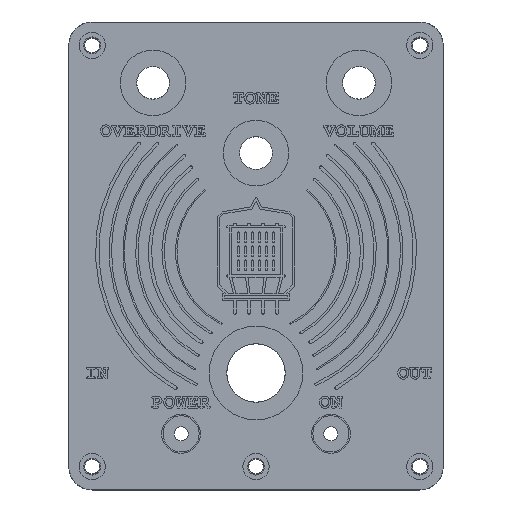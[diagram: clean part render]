
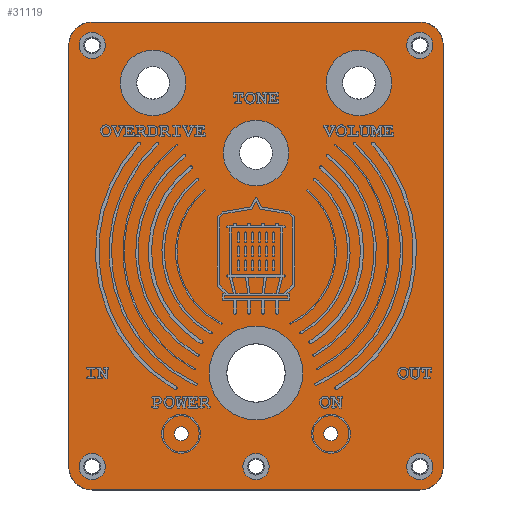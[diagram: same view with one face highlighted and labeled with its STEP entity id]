
A CAD part, top view. The second image highlights one B-rep face of the part: STEP entity #31119.
In plain terms, the highlighted planar face has unit normal (0, 0, 1).
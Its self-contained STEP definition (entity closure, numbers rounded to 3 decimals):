
#31119 = ADVANCED_FACE('',(#31120,#31254,#31265,#31276,#31287,#31298,
    #31309,#31320,#31331,#31342,#31353,#31364),#31375,.T.);
#31120 = FACE_BOUND('',#31121,.F.);
#31121 = EDGE_LOOP('',(#31122,#31133,#31141,#31149,#31157,#31166,#31174,
    #31182,#31190,#31199,#31207,#31215,#31223,#31232,#31240,#31248));
#31122 = ORIENTED_EDGE('',*,*,#31123,.T.);
#31123 = EDGE_CURVE('',#31124,#31126,#31128,.T.);
#31124 = VERTEX_POINT('',#31125);
#31125 = CARTESIAN_POINT('',(0.002,-4.782,1.56));
#31126 = VERTEX_POINT('',#31127);
#31127 = CARTESIAN_POINT('',(4.782,-0.002,1.56));
#31128 = CIRCLE('',#31129,5.002);
#31129 = AXIS2_PLACEMENT_3D('',#31130,#31131,#31132);
#31130 = CARTESIAN_POINT('',(5.,-5.,1.56));
#31131 = DIRECTION('',(0.,0.,-1.));
#31132 = DIRECTION('',(-0.999,0.044,0.));
#31133 = ORIENTED_EDGE('',*,*,#31134,.T.);
#31134 = EDGE_CURVE('',#31126,#31135,#31137,.T.);
#31135 = VERTEX_POINT('',#31136);
#31136 = CARTESIAN_POINT('',(5.,-0.,1.56));
#31137 = LINE('',#31138,#31139);
#31138 = CARTESIAN_POINT('',(4.782,-0.002,1.56));
#31139 = VECTOR('',#31140,1.);
#31140 = DIRECTION('',(1.,0.011,0.));
#31141 = ORIENTED_EDGE('',*,*,#31142,.T.);
#31142 = EDGE_CURVE('',#31135,#31143,#31145,.T.);
#31143 = VERTEX_POINT('',#31144);
#31144 = CARTESIAN_POINT('',(75.,-0.,1.56));
#31145 = LINE('',#31146,#31147);
#31146 = CARTESIAN_POINT('',(5.,-0.,1.56));
#31147 = VECTOR('',#31148,1.);
#31148 = DIRECTION('',(1.,0.,0.));
#31149 = ORIENTED_EDGE('',*,*,#31150,.T.);
#31150 = EDGE_CURVE('',#31143,#31151,#31153,.T.);
#31151 = VERTEX_POINT('',#31152);
#31152 = CARTESIAN_POINT('',(75.218,-0.002,1.56));
#31153 = LINE('',#31154,#31155);
#31154 = CARTESIAN_POINT('',(75.,-0.,1.56));
#31155 = VECTOR('',#31156,1.);
#31156 = DIRECTION('',(1.,-0.011,0.));
#31157 = ORIENTED_EDGE('',*,*,#31158,.T.);
#31158 = EDGE_CURVE('',#31151,#31159,#31161,.T.);
#31159 = VERTEX_POINT('',#31160);
#31160 = CARTESIAN_POINT('',(79.998,-4.782,1.56));
#31161 = CIRCLE('',#31162,5.002);
#31162 = AXIS2_PLACEMENT_3D('',#31163,#31164,#31165);
#31163 = CARTESIAN_POINT('',(75.,-5.,1.56));
#31164 = DIRECTION('',(0.,0.,-1.));
#31165 = DIRECTION('',(0.044,0.999,0.));
#31166 = ORIENTED_EDGE('',*,*,#31167,.T.);
#31167 = EDGE_CURVE('',#31159,#31168,#31170,.T.);
#31168 = VERTEX_POINT('',#31169);
#31169 = CARTESIAN_POINT('',(80.,-5.,1.56));
#31170 = LINE('',#31171,#31172);
#31171 = CARTESIAN_POINT('',(79.998,-4.782,1.56));
#31172 = VECTOR('',#31173,1.);
#31173 = DIRECTION('',(0.011,-1.,0.));
#31174 = ORIENTED_EDGE('',*,*,#31175,.T.);
#31175 = EDGE_CURVE('',#31168,#31176,#31178,.T.);
#31176 = VERTEX_POINT('',#31177);
#31177 = CARTESIAN_POINT('',(80.,-95.,1.56));
#31178 = LINE('',#31179,#31180);
#31179 = CARTESIAN_POINT('',(80.,-5.,1.56));
#31180 = VECTOR('',#31181,1.);
#31181 = DIRECTION('',(0.,-1.,0.));
#31182 = ORIENTED_EDGE('',*,*,#31183,.T.);
#31183 = EDGE_CURVE('',#31176,#31184,#31186,.T.);
#31184 = VERTEX_POINT('',#31185);
#31185 = CARTESIAN_POINT('',(79.998,-95.218,1.56));
#31186 = LINE('',#31187,#31188);
#31187 = CARTESIAN_POINT('',(80.,-95.,1.56));
#31188 = VECTOR('',#31189,1.);
#31189 = DIRECTION('',(-0.011,-1.,0.));
#31190 = ORIENTED_EDGE('',*,*,#31191,.T.);
#31191 = EDGE_CURVE('',#31184,#31192,#31194,.T.);
#31192 = VERTEX_POINT('',#31193);
#31193 = CARTESIAN_POINT('',(75.218,-99.998,1.56));
#31194 = CIRCLE('',#31195,5.002);
#31195 = AXIS2_PLACEMENT_3D('',#31196,#31197,#31198);
#31196 = CARTESIAN_POINT('',(75.,-95.,1.56));
#31197 = DIRECTION('',(0.,0.,-1.));
#31198 = DIRECTION('',(0.999,-0.044,0.));
#31199 = ORIENTED_EDGE('',*,*,#31200,.T.);
#31200 = EDGE_CURVE('',#31192,#31201,#31203,.T.);
#31201 = VERTEX_POINT('',#31202);
#31202 = CARTESIAN_POINT('',(75.,-100.,1.56));
#31203 = LINE('',#31204,#31205);
#31204 = CARTESIAN_POINT('',(75.218,-99.998,1.56));
#31205 = VECTOR('',#31206,1.);
#31206 = DIRECTION('',(-1.,-0.011,0.));
#31207 = ORIENTED_EDGE('',*,*,#31208,.T.);
#31208 = EDGE_CURVE('',#31201,#31209,#31211,.T.);
#31209 = VERTEX_POINT('',#31210);
#31210 = CARTESIAN_POINT('',(5.,-100.,1.56));
#31211 = LINE('',#31212,#31213);
#31212 = CARTESIAN_POINT('',(75.,-100.,1.56));
#31213 = VECTOR('',#31214,1.);
#31214 = DIRECTION('',(-1.,0.,0.));
#31215 = ORIENTED_EDGE('',*,*,#31216,.T.);
#31216 = EDGE_CURVE('',#31209,#31217,#31219,.T.);
#31217 = VERTEX_POINT('',#31218);
#31218 = CARTESIAN_POINT('',(4.782,-99.998,1.56));
#31219 = LINE('',#31220,#31221);
#31220 = CARTESIAN_POINT('',(5.,-100.,1.56));
#31221 = VECTOR('',#31222,1.);
#31222 = DIRECTION('',(-1.,0.011,0.));
#31223 = ORIENTED_EDGE('',*,*,#31224,.T.);
#31224 = EDGE_CURVE('',#31217,#31225,#31227,.T.);
#31225 = VERTEX_POINT('',#31226);
#31226 = CARTESIAN_POINT('',(0.002,-95.218,1.56));
#31227 = CIRCLE('',#31228,5.002);
#31228 = AXIS2_PLACEMENT_3D('',#31229,#31230,#31231);
#31229 = CARTESIAN_POINT('',(5.,-95.,1.56));
#31230 = DIRECTION('',(0.,0.,-1.));
#31231 = DIRECTION('',(-0.044,-0.999,-0.));
#31232 = ORIENTED_EDGE('',*,*,#31233,.T.);
#31233 = EDGE_CURVE('',#31225,#31234,#31236,.T.);
#31234 = VERTEX_POINT('',#31235);
#31235 = CARTESIAN_POINT('',(0.,-95.,1.56));
#31236 = LINE('',#31237,#31238);
#31237 = CARTESIAN_POINT('',(0.002,-95.218,1.56));
#31238 = VECTOR('',#31239,1.);
#31239 = DIRECTION('',(-0.011,1.,0.));
#31240 = ORIENTED_EDGE('',*,*,#31241,.T.);
#31241 = EDGE_CURVE('',#31234,#31242,#31244,.T.);
#31242 = VERTEX_POINT('',#31243);
#31243 = CARTESIAN_POINT('',(0.,-5.,1.56));
#31244 = LINE('',#31245,#31246);
#31245 = CARTESIAN_POINT('',(0.,-95.,1.56));
#31246 = VECTOR('',#31247,1.);
#31247 = DIRECTION('',(0.,1.,0.));
#31248 = ORIENTED_EDGE('',*,*,#31249,.T.);
#31249 = EDGE_CURVE('',#31242,#31124,#31250,.T.);
#31250 = LINE('',#31251,#31252);
#31251 = CARTESIAN_POINT('',(0.,-5.,1.56));
#31252 = VECTOR('',#31253,1.);
#31253 = DIRECTION('',(0.011,1.,0.));
#31254 = FACE_BOUND('',#31255,.F.);
#31255 = EDGE_LOOP('',(#31256));
#31256 = ORIENTED_EDGE('',*,*,#31257,.T.);
#31257 = EDGE_CURVE('',#31258,#31258,#31260,.T.);
#31258 = VERTEX_POINT('',#31259);
#31259 = CARTESIAN_POINT('',(7.8,-95.,1.56));
#31260 = CIRCLE('',#31261,2.8);
#31261 = AXIS2_PLACEMENT_3D('',#31262,#31263,#31264);
#31262 = CARTESIAN_POINT('',(5.,-95.,1.56));
#31263 = DIRECTION('',(0.,0.,1.));
#31264 = DIRECTION('',(1.,0.,-0.));
#31265 = FACE_BOUND('',#31266,.F.);
#31266 = EDGE_LOOP('',(#31267));
#31267 = ORIENTED_EDGE('',*,*,#31268,.T.);
#31268 = EDGE_CURVE('',#31269,#31269,#31271,.T.);
#31269 = VERTEX_POINT('',#31270);
#31270 = CARTESIAN_POINT('',(42.8,-95.,1.56));
#31271 = CIRCLE('',#31272,2.8);
#31272 = AXIS2_PLACEMENT_3D('',#31273,#31274,#31275);
#31273 = CARTESIAN_POINT('',(40.,-95.,1.56));
#31274 = DIRECTION('',(0.,0.,1.));
#31275 = DIRECTION('',(1.,0.,-0.));
#31276 = FACE_BOUND('',#31277,.F.);
#31277 = EDGE_LOOP('',(#31278));
#31278 = ORIENTED_EDGE('',*,*,#31279,.T.);
#31279 = EDGE_CURVE('',#31280,#31280,#31282,.T.);
#31280 = VERTEX_POINT('',#31281);
#31281 = CARTESIAN_POINT('',(77.8,-95.,1.56));
#31282 = CIRCLE('',#31283,2.8);
#31283 = AXIS2_PLACEMENT_3D('',#31284,#31285,#31286);
#31284 = CARTESIAN_POINT('',(75.,-95.,1.56));
#31285 = DIRECTION('',(0.,0.,1.));
#31286 = DIRECTION('',(1.,0.,-0.));
#31287 = FACE_BOUND('',#31288,.F.);
#31288 = EDGE_LOOP('',(#31289));
#31289 = ORIENTED_EDGE('',*,*,#31290,.T.);
#31290 = EDGE_CURVE('',#31291,#31291,#31293,.T.);
#31291 = VERTEX_POINT('',#31292);
#31292 = CARTESIAN_POINT('',(25.5,-88.,1.56));
#31293 = CIRCLE('',#31294,1.5);
#31294 = AXIS2_PLACEMENT_3D('',#31295,#31296,#31297);
#31295 = CARTESIAN_POINT('',(24.,-88.,1.56));
#31296 = DIRECTION('',(0.,0.,1.));
#31297 = DIRECTION('',(1.,0.,-0.));
#31298 = FACE_BOUND('',#31299,.F.);
#31299 = EDGE_LOOP('',(#31300));
#31300 = ORIENTED_EDGE('',*,*,#31301,.T.);
#31301 = EDGE_CURVE('',#31302,#31302,#31304,.T.);
#31302 = VERTEX_POINT('',#31303);
#31303 = CARTESIAN_POINT('',(57.5,-88.,1.56));
#31304 = CIRCLE('',#31305,1.5);
#31305 = AXIS2_PLACEMENT_3D('',#31306,#31307,#31308);
#31306 = CARTESIAN_POINT('',(56.,-88.,1.56));
#31307 = DIRECTION('',(0.,0.,1.));
#31308 = DIRECTION('',(1.,0.,-0.));
#31309 = FACE_BOUND('',#31310,.F.);
#31310 = EDGE_LOOP('',(#31311));
#31311 = ORIENTED_EDGE('',*,*,#31312,.T.);
#31312 = EDGE_CURVE('',#31313,#31313,#31315,.T.);
#31313 = VERTEX_POINT('',#31314);
#31314 = CARTESIAN_POINT('',(50.,-75.,1.56));
#31315 = CIRCLE('',#31316,10.);
#31316 = AXIS2_PLACEMENT_3D('',#31317,#31318,#31319);
#31317 = CARTESIAN_POINT('',(40.,-75.,1.56));
#31318 = DIRECTION('',(0.,0.,1.));
#31319 = DIRECTION('',(1.,0.,-0.));
#31320 = FACE_BOUND('',#31321,.F.);
#31321 = EDGE_LOOP('',(#31322));
#31322 = ORIENTED_EDGE('',*,*,#31323,.T.);
#31323 = EDGE_CURVE('',#31324,#31324,#31326,.T.);
#31324 = VERTEX_POINT('',#31325);
#31325 = CARTESIAN_POINT('',(47.,-28.,1.56));
#31326 = CIRCLE('',#31327,7.);
#31327 = AXIS2_PLACEMENT_3D('',#31328,#31329,#31330);
#31328 = CARTESIAN_POINT('',(40.,-28.,1.56));
#31329 = DIRECTION('',(0.,0.,1.));
#31330 = DIRECTION('',(1.,0.,-0.));
#31331 = FACE_BOUND('',#31332,.F.);
#31332 = EDGE_LOOP('',(#31333));
#31333 = ORIENTED_EDGE('',*,*,#31334,.T.);
#31334 = EDGE_CURVE('',#31335,#31335,#31337,.T.);
#31335 = VERTEX_POINT('',#31336);
#31336 = CARTESIAN_POINT('',(25.,-13.,1.56));
#31337 = CIRCLE('',#31338,7.);
#31338 = AXIS2_PLACEMENT_3D('',#31339,#31340,#31341);
#31339 = CARTESIAN_POINT('',(18.,-13.,1.56));
#31340 = DIRECTION('',(0.,0.,1.));
#31341 = DIRECTION('',(1.,0.,-0.));
#31342 = FACE_BOUND('',#31343,.F.);
#31343 = EDGE_LOOP('',(#31344));
#31344 = ORIENTED_EDGE('',*,*,#31345,.T.);
#31345 = EDGE_CURVE('',#31346,#31346,#31348,.T.);
#31346 = VERTEX_POINT('',#31347);
#31347 = CARTESIAN_POINT('',(69.,-13.,1.56));
#31348 = CIRCLE('',#31349,7.);
#31349 = AXIS2_PLACEMENT_3D('',#31350,#31351,#31352);
#31350 = CARTESIAN_POINT('',(62.,-13.,1.56));
#31351 = DIRECTION('',(0.,0.,1.));
#31352 = DIRECTION('',(1.,0.,-0.));
#31353 = FACE_BOUND('',#31354,.F.);
#31354 = EDGE_LOOP('',(#31355));
#31355 = ORIENTED_EDGE('',*,*,#31356,.T.);
#31356 = EDGE_CURVE('',#31357,#31357,#31359,.T.);
#31357 = VERTEX_POINT('',#31358);
#31358 = CARTESIAN_POINT('',(7.8,-5.,1.56));
#31359 = CIRCLE('',#31360,2.8);
#31360 = AXIS2_PLACEMENT_3D('',#31361,#31362,#31363);
#31361 = CARTESIAN_POINT('',(5.,-5.,1.56));
#31362 = DIRECTION('',(0.,0.,1.));
#31363 = DIRECTION('',(1.,0.,-0.));
#31364 = FACE_BOUND('',#31365,.F.);
#31365 = EDGE_LOOP('',(#31366));
#31366 = ORIENTED_EDGE('',*,*,#31367,.T.);
#31367 = EDGE_CURVE('',#31368,#31368,#31370,.T.);
#31368 = VERTEX_POINT('',#31369);
#31369 = CARTESIAN_POINT('',(77.8,-5.,1.56));
#31370 = CIRCLE('',#31371,2.8);
#31371 = AXIS2_PLACEMENT_3D('',#31372,#31373,#31374);
#31372 = CARTESIAN_POINT('',(75.,-5.,1.56));
#31373 = DIRECTION('',(0.,0.,1.));
#31374 = DIRECTION('',(1.,0.,-0.));
#31375 = PLANE('',#31376);
#31376 = AXIS2_PLACEMENT_3D('',#31377,#31378,#31379);
#31377 = CARTESIAN_POINT('',(0.,0.,1.56));
#31378 = DIRECTION('',(0.,0.,1.));
#31379 = DIRECTION('',(1.,0.,-0.));
